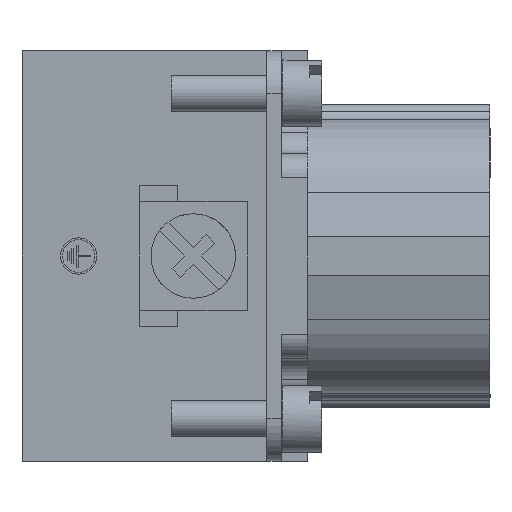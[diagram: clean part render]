
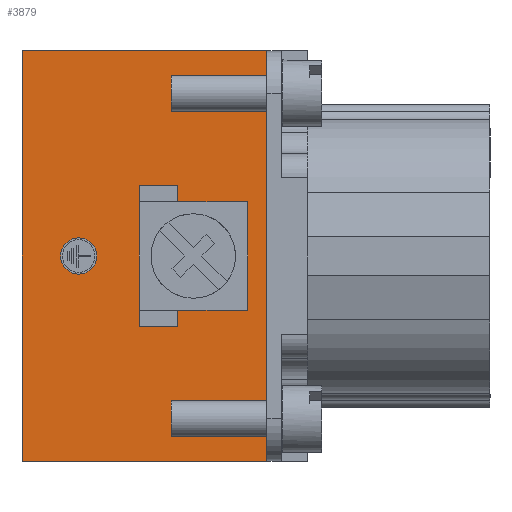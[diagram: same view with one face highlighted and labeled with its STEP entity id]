
A CAD part, left-side view. The second image highlights one B-rep face of the part: STEP entity #3879.
In plain terms, the highlighted planar face has unit normal (-1, 0, 0).
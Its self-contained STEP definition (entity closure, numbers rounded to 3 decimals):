
#1722=FACE_BOUND('',#6536,.T.);
#1723=FACE_BOUND('',#6537,.T.);
#1724=FACE_BOUND('',#6538,.T.);
#2274=CIRCLE('',#16994,1.5);
#3879=ADVANCED_FACE('',(#1722,#1723,#1724),#4519,.T.);
#4519=PLANE('',#18289);
#6536=EDGE_LOOP('',(#9844,#9845,#9846,#9847,#9848,#9849,#9850,#9851));
#6537=EDGE_LOOP('',(#9852));
#6538=EDGE_LOOP('',(#9853,#9854,#9855,#9856));
#9844=ORIENTED_EDGE('',*,*,#12627,.T.);
#9845=ORIENTED_EDGE('',*,*,#12612,.T.);
#9846=ORIENTED_EDGE('',*,*,#12615,.T.);
#9847=ORIENTED_EDGE('',*,*,#12617,.T.);
#9848=ORIENTED_EDGE('',*,*,#12619,.T.);
#9849=ORIENTED_EDGE('',*,*,#12621,.T.);
#9850=ORIENTED_EDGE('',*,*,#12623,.T.);
#9851=ORIENTED_EDGE('',*,*,#12625,.T.);
#9852=ORIENTED_EDGE('',*,*,#12679,.T.);
#9853=ORIENTED_EDGE('',*,*,#13736,.F.);
#9854=ORIENTED_EDGE('',*,*,#13693,.F.);
#9855=ORIENTED_EDGE('',*,*,#13554,.F.);
#9856=ORIENTED_EDGE('',*,*,#13738,.F.);
#10957=VERTEX_POINT('',#24373);
#10958=VERTEX_POINT('',#24374);
#10959=VERTEX_POINT('',#24379);
#10960=VERTEX_POINT('',#24383);
#10961=VERTEX_POINT('',#24387);
#10962=VERTEX_POINT('',#24391);
#10963=VERTEX_POINT('',#24395);
#10964=VERTEX_POINT('',#24399);
#11000=VERTEX_POINT('',#24513);
#11762=VERTEX_POINT('',#26736);
#11763=VERTEX_POINT('',#26738);
#11860=VERTEX_POINT('',#27028);
#11886=VERTEX_POINT('',#27113);
#12612=EDGE_CURVE('',#10957,#10958,#14476,.T.);
#12615=EDGE_CURVE('',#10958,#10959,#14479,.T.);
#12617=EDGE_CURVE('',#10959,#10960,#14481,.T.);
#12619=EDGE_CURVE('',#10960,#10961,#14483,.T.);
#12621=EDGE_CURVE('',#10961,#10962,#14485,.T.);
#12623=EDGE_CURVE('',#10962,#10963,#14487,.T.);
#12625=EDGE_CURVE('',#10963,#10964,#14489,.T.);
#12627=EDGE_CURVE('',#10964,#10957,#14491,.T.);
#12679=EDGE_CURVE('',#11000,#11000,#2274,.T.);
#13554=EDGE_CURVE('',#11762,#11763,#14825,.T.);
#13693=EDGE_CURVE('',#11763,#11860,#14928,.T.);
#13736=EDGE_CURVE('',#11860,#11886,#14960,.T.);
#13738=EDGE_CURVE('',#11886,#11762,#14962,.T.);
#14476=LINE('',#24372,#15629);
#14479=LINE('',#24378,#15632);
#14481=LINE('',#24382,#15634);
#14483=LINE('',#24386,#15636);
#14485=LINE('',#24390,#15638);
#14487=LINE('',#24394,#15640);
#14489=LINE('',#24398,#15642);
#14491=LINE('',#24402,#15644);
#14825=LINE('',#26737,#15978);
#14928=LINE('',#27027,#16081);
#14960=LINE('',#27112,#16113);
#14962=LINE('',#27116,#16115);
#15629=VECTOR('',#19521,1.);
#15632=VECTOR('',#19526,1.);
#15634=VECTOR('',#19530,1.);
#15636=VECTOR('',#19534,1.);
#15638=VECTOR('',#19538,1.);
#15640=VECTOR('',#19542,1.);
#15642=VECTOR('',#19546,1.);
#15644=VECTOR('',#19550,1.);
#15978=VECTOR('',#22290,1.);
#16081=VECTOR('',#22573,1.);
#16113=VECTOR('',#22659,1.);
#16115=VECTOR('',#22663,1.);
#16994=AXIS2_PLACEMENT_3D('',#24512,#19651,#19652);
#18289=AXIS2_PLACEMENT_3D('',#27117,#22664,#22665);
#19521=DIRECTION('',(0.,0.,-1.));
#19526=DIRECTION('',(0.,-1.,0.));
#19530=DIRECTION('',(0.,0.,-1.));
#19534=DIRECTION('',(0.,1.,0.));
#19538=DIRECTION('',(0.,0.,-1.));
#19542=DIRECTION('',(0.,1.,0.));
#19546=DIRECTION('',(0.,0.,1.));
#19550=DIRECTION('',(0.,-1.,0.));
#19651=DIRECTION('',(1.,0.,0.));
#19652=DIRECTION('',(0.,1.,0.));
#22290=DIRECTION('',(0.,0.,1.));
#22573=DIRECTION('',(0.,-1.,0.));
#22659=DIRECTION('',(0.,0.,-1.));
#22663=DIRECTION('',(0.,1.,0.));
#22664=DIRECTION('',(-1.,0.,0.));
#22665=DIRECTION('',(0.,0.,1.));
#24372=CARTESIAN_POINT('',(-44.95,7.4,5.85));
#24373=CARTESIAN_POINT('',(-44.95,7.4,5.85));
#24374=CARTESIAN_POINT('',(-44.95,7.4,4.5));
#24378=CARTESIAN_POINT('',(-44.95,7.4,4.5));
#24379=CARTESIAN_POINT('',(-44.95,1.6,4.5));
#24382=CARTESIAN_POINT('',(-44.95,1.6,4.5));
#24383=CARTESIAN_POINT('',(-44.95,1.6,-4.5));
#24386=CARTESIAN_POINT('',(-44.95,1.6,-4.5));
#24387=CARTESIAN_POINT('',(-44.95,7.4,-4.5));
#24390=CARTESIAN_POINT('',(-44.95,7.4,-4.5));
#24391=CARTESIAN_POINT('',(-44.95,7.4,-5.85));
#24394=CARTESIAN_POINT('',(-44.95,7.4,-5.85));
#24395=CARTESIAN_POINT('',(-44.95,10.6,-5.85));
#24398=CARTESIAN_POINT('',(-44.95,10.6,-5.85));
#24399=CARTESIAN_POINT('',(-44.95,10.6,5.85));
#24402=CARTESIAN_POINT('',(-44.95,10.6,5.85));
#24512=CARTESIAN_POINT('',(-44.95,15.6,0.));
#24513=CARTESIAN_POINT('',(-44.95,17.1,0.));
#26736=CARTESIAN_POINT('',(-44.95,20.3,-17.));
#26737=CARTESIAN_POINT('',(-44.95,20.3,-17.));
#26738=CARTESIAN_POINT('',(-44.95,20.3,17.));
#27027=CARTESIAN_POINT('',(-44.95,20.3,17.));
#27028=CARTESIAN_POINT('',(-44.95,0.,17.));
#27112=CARTESIAN_POINT('',(-44.95,0.,17.));
#27113=CARTESIAN_POINT('',(-44.95,0.,-17.));
#27116=CARTESIAN_POINT('',(-44.95,0.,-17.));
#27117=CARTESIAN_POINT('',(-44.95,0.,-17.));
